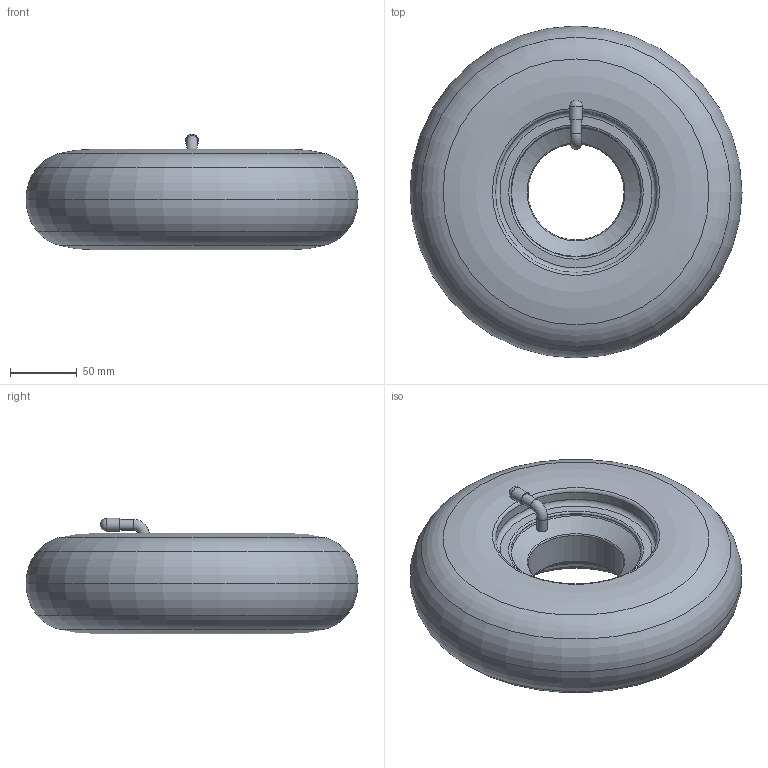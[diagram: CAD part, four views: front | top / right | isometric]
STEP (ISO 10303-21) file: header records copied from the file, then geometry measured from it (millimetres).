
FILE_DESCRIPTION (( 'STEP AP214' ), '1' );
FILE_NAME ('0023677_S-260-085-VS1.step', '2018-05-24T12:01:43', ( '' ), ( '' ), 'SwSTEP 2.0', 'SolidWorks 2018', '' );
FILE_SCHEMA (( 'AUTOMOTIVE_DESIGN' ));
Length unit declared in the file: millimetre
Products named in the file (3): 0023677_S-260-085-VS1_Ventil_MODEL; 0023677_S-260-085-VS1; 0023677_S-260-085-VS1_Schlauch_MODEL
Assembly tree (2 placements, depth 2):
  0023677_S-260-085-VS1
    0023677_S-260-085-VS1_Schlauch_MODEL
    0023677_S-260-085-VS1_Ventil_MODEL
Bounding box: 249 x 249 x 86.48 mm (x, y, z)
Volume: 1457942.2 mm3; surface area: 246654.5 mm2
Topology: 2 solids, 3 shells, 43 faces, 90 edges, 53 vertices
Faces by surface type: torus 23, cylinder 10, plane 6, cone 3, sphere 1
Full cylindrical faces by diameter (mm): 8.2 x2, 9.7 x1, 72 x1, 76 x1, 98 x2, 121 x2, 125 x1
Entity records: 992 total; most frequent: DIRECTION 180, CARTESIAN_POINT 132, AXIS2_PLACEMENT_3D 90, ORIENTED_EDGE 84, EDGE_LOOP 84, FACE_OUTER_BOUND 76, ADVANCED_FACE 43, VERTEX_POINT 42
